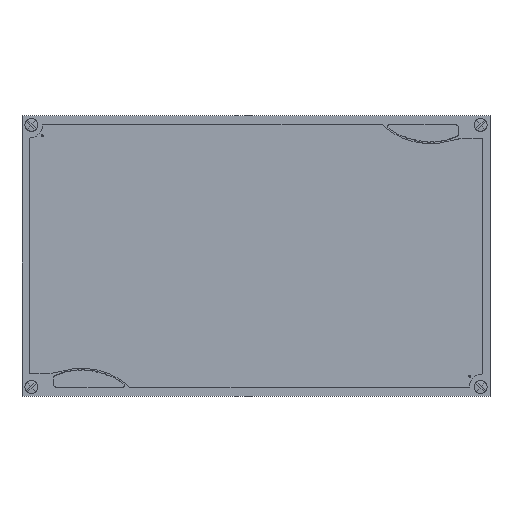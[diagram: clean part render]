
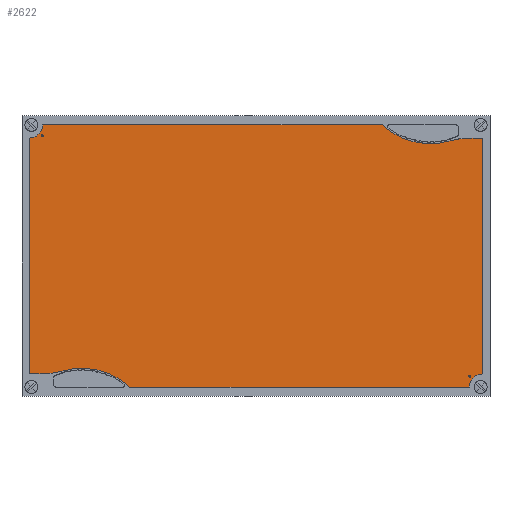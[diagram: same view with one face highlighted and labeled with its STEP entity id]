
A CAD part, top view. The second image highlights one B-rep face of the part: STEP entity #2622.
In plain terms, the highlighted planar face has unit normal (0, 0, 1).
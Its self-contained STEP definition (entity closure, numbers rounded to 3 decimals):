
#2622=ADVANCED_FACE('',(#6145,#6146,#6147),#6148,.T.);
#6145=FACE_OUTER_BOUND('',#10997,.T.);
#6146=FACE_BOUND('',#10998,.T.);
#6147=FACE_BOUND('',#10999,.T.);
#6148=PLANE('',#11000);
#10997=EDGE_LOOP('',(#16738,#16739,#16740,#16741,#16742,#16743,#16744,#16745,#16746,#16747,#16748,#16749));
#10998=EDGE_LOOP('',(#16750,#16751));
#10999=EDGE_LOOP('',(#16752,#16753));
#11000=AXIS2_PLACEMENT_3D('',#16754,#16755,#16756);
#16738=ORIENTED_EDGE('',*,*,#30576,.T.);
#16739=ORIENTED_EDGE('',*,*,#30572,.T.);
#16740=ORIENTED_EDGE('',*,*,#30567,.T.);
#16741=ORIENTED_EDGE('',*,*,#30584,.T.);
#16742=ORIENTED_EDGE('',*,*,#30585,.T.);
#16743=ORIENTED_EDGE('',*,*,#30586,.T.);
#16744=ORIENTED_EDGE('',*,*,#30587,.T.);
#16745=ORIENTED_EDGE('',*,*,#30588,.T.);
#16746=ORIENTED_EDGE('',*,*,#30589,.T.);
#16747=ORIENTED_EDGE('',*,*,#30590,.T.);
#16748=ORIENTED_EDGE('',*,*,#30591,.T.);
#16749=ORIENTED_EDGE('',*,*,#30580,.F.);
#16750=ORIENTED_EDGE('',*,*,#30051,.T.);
#16751=ORIENTED_EDGE('',*,*,#30017,.T.);
#16752=ORIENTED_EDGE('',*,*,#30055,.T.);
#16753=ORIENTED_EDGE('',*,*,#30012,.T.);
#16754=CARTESIAN_POINT('',(250.0,150.0,204.5));
#16755=DIRECTION('',(0.0,0.0,1.0));
#16756=DIRECTION('',(1.0,0.0,0.0));
#30012=EDGE_CURVE('',#35802,#35806,#35808,.T.);
#30017=EDGE_CURVE('',#35811,#35815,#35817,.T.);
#30051=EDGE_CURVE('',#35815,#35811,#35867,.T.);
#30055=EDGE_CURVE('',#35806,#35802,#35871,.T.);
#30567=EDGE_CURVE('',#36627,#36628,#36629,.T.);
#30572=EDGE_CURVE('',#36636,#36627,#36637,.T.);
#30576=EDGE_CURVE('',#36642,#36636,#36643,.T.);
#30580=EDGE_CURVE('',#36642,#36648,#36649,.T.);
#30584=EDGE_CURVE('',#36628,#36654,#36655,.T.);
#30585=EDGE_CURVE('',#36654,#36656,#36657,.T.);
#30586=EDGE_CURVE('',#36656,#36658,#36659,.T.);
#30587=EDGE_CURVE('',#36658,#36660,#36661,.T.);
#30588=EDGE_CURVE('',#36660,#36662,#36663,.T.);
#30589=EDGE_CURVE('',#36662,#36664,#36665,.T.);
#30590=EDGE_CURVE('',#36664,#36666,#36667,.T.);
#30591=EDGE_CURVE('',#36666,#36648,#36668,.T.);
#35802=VERTEX_POINT('',#44338);
#35806=VERTEX_POINT('',#44343);
#35808=CIRCLE('',#44346,1.1);
#35811=VERTEX_POINT('',#44349);
#35815=VERTEX_POINT('',#44354);
#35817=CIRCLE('',#44357,1.1);
#35867=CIRCLE('',#44415,1.1);
#35871=CIRCLE('',#44419,1.1);
#36627=VERTEX_POINT('',#45443);
#36628=VERTEX_POINT('',#45444);
#36629=CIRCLE('',#45445,75.627);
#36636=VERTEX_POINT('',#45454);
#36637=CIRCLE('',#45455,77.855);
#36642=VERTEX_POINT('',#45461);
#36643=LINE('',#45462,#45463);
#36648=VERTEX_POINT('',#45470);
#36649=LINE('',#45471,#45472);
#36654=VERTEX_POINT('',#45479);
#36655=LINE('',#45480,#45481);
#36656=VERTEX_POINT('',#45482);
#36657=CIRCLE('',#45483,14.0);
#36658=VERTEX_POINT('',#45484);
#36659=LINE('',#45485,#45486);
#36660=VERTEX_POINT('',#45487);
#36661=LINE('',#45488,#45489);
#36662=VERTEX_POINT('',#45490);
#36663=CIRCLE('',#45491,77.855);
#36664=VERTEX_POINT('',#45492);
#36665=CIRCLE('',#45493,75.627);
#36666=VERTEX_POINT('',#45494);
#36667=LINE('',#45495,#45496);
#36668=CIRCLE('',#45497,14.0);
#44338=CARTESIAN_POINT('',(479.434,21.666,204.5));
#44343=CARTESIAN_POINT('',(477.234,21.666,204.5));
#44346=AXIS2_PLACEMENT_3D('',#56953,#56954,#56955);
#44349=CARTESIAN_POINT('',(22.766,278.334,204.5));
#44354=CARTESIAN_POINT('',(20.566,278.334,204.5));
#44357=AXIS2_PLACEMENT_3D('',#56961,#56962,#56963);
#44415=AXIS2_PLACEMENT_3D('',#57020,#57021,#57022);
#44419=AXIS2_PLACEMENT_3D('',#57026,#57027,#57028);
#45443=CARTESIAN_POINT('',(457.3,273.,204.5));
#45444=CARTESIAN_POINT('',(384.8,290.,204.5));
#45445=AXIS2_PLACEMENT_3D('',#57612,#57613,#57614);
#45454=CARTESIAN_POINT('',(478.5,276.0,204.5));
#45455=AXIS2_PLACEMENT_3D('',#57620,#57621,#57622);
#45461=CARTESIAN_POINT('',(492.0,276.0,204.5));
#45462=CARTESIAN_POINT('',(367.625,276.0,204.5));
#45463=VECTOR('',#57627,1.0);
#45470=CARTESIAN_POINT('',(492.0,24.0,204.5));
#45471=CARTESIAN_POINT('',(492.0,150.0,204.5));
#45472=VECTOR('',#57630,1.0);
#45479=CARTESIAN_POINT('',(22.,290.,204.5));
#45480=CARTESIAN_POINT('',(250.0,290.0,204.5));
#45481=VECTOR('',#57633,1.0);
#45482=CARTESIAN_POINT('',(8.0,276.0,204.5));
#45483=AXIS2_PLACEMENT_3D('',#57634,#57635,#57636);
#45484=CARTESIAN_POINT('',(8.0,24.0,204.5));
#45485=CARTESIAN_POINT('',(8.0,150.0,204.5));
#45486=VECTOR('',#57637,1.0);
#45487=CARTESIAN_POINT('',(21.5,24.0,204.5));
#45488=CARTESIAN_POINT('',(132.375,24.0,204.5));
#45489=VECTOR('',#57638,1.0);
#45490=CARTESIAN_POINT('',(42.7,27.,204.5));
#45491=AXIS2_PLACEMENT_3D('',#57639,#57640,#57641);
#45492=CARTESIAN_POINT('',(115.2,10.,204.5));
#45493=AXIS2_PLACEMENT_3D('',#57642,#57643,#57644);
#45494=CARTESIAN_POINT('',(478.,10.,204.5));
#45495=CARTESIAN_POINT('',(250.0,10.0,204.5));
#45496=VECTOR('',#57645,1.0);
#45497=AXIS2_PLACEMENT_3D('',#57646,#57647,#57648);
#56953=CARTESIAN_POINT('',(478.334,21.666,204.5));
#56954=DIRECTION('',(0.0,0.0,-1.0));
#56955=DIRECTION('',(1.0,0.0,0.0));
#56961=CARTESIAN_POINT('',(21.666,278.334,204.5));
#56962=DIRECTION('',(0.0,0.0,-1.0));
#56963=DIRECTION('',(1.0,0.0,0.0));
#57020=CARTESIAN_POINT('',(21.666,278.334,204.5));
#57021=DIRECTION('',(0.0,0.0,-1.0));
#57022=DIRECTION('',(1.0,0.0,0.0));
#57026=CARTESIAN_POINT('',(478.334,21.666,204.5));
#57027=DIRECTION('',(0.0,0.0,-1.0));
#57028=DIRECTION('',(1.0,0.0,0.0));
#57612=CARTESIAN_POINT('',(436.078,345.589,204.5));
#57613=DIRECTION('',(-0.0,0.0,-1.0));
#57614=DIRECTION('',(-0.678,-0.735,0.0));
#57620=CARTESIAN_POINT('',(478.705,198.145,204.5));
#57621=DIRECTION('',(0.0,0.0,1.0));
#57622=DIRECTION('',(-0.003,1.,0.0));
#57627=DIRECTION('',(-1.0,0.0,0.0));
#57630=DIRECTION('',(0.0,-1.0,0.0));
#57633=DIRECTION('',(-1.0,0.0,0.0));
#57634=CARTESIAN_POINT('',(8.,290.,204.5));
#57635=DIRECTION('',(0.0,0.0,-1.0));
#57636=DIRECTION('',(0.,-1.0,0.0));
#57637=DIRECTION('',(0.0,-1.0,0.0));
#57638=DIRECTION('',(1.0,0.0,0.0));
#57639=CARTESIAN_POINT('',(21.295,101.855,204.5));
#57640=DIRECTION('',(0.0,0.0,1.0));
#57641=DIRECTION('',(0.003,-1.,0.0));
#57642=CARTESIAN_POINT('',(63.922,-45.589,204.5));
#57643=DIRECTION('',(0.0,0.0,-1.0));
#57644=DIRECTION('',(0.678,0.735,0.0));
#57645=DIRECTION('',(1.0,0.0,0.0));
#57646=CARTESIAN_POINT('',(492.,10.,204.5));
#57647=DIRECTION('',(0.0,0.0,-1.0));
#57648=DIRECTION('',(0.,1.0,0.0));
